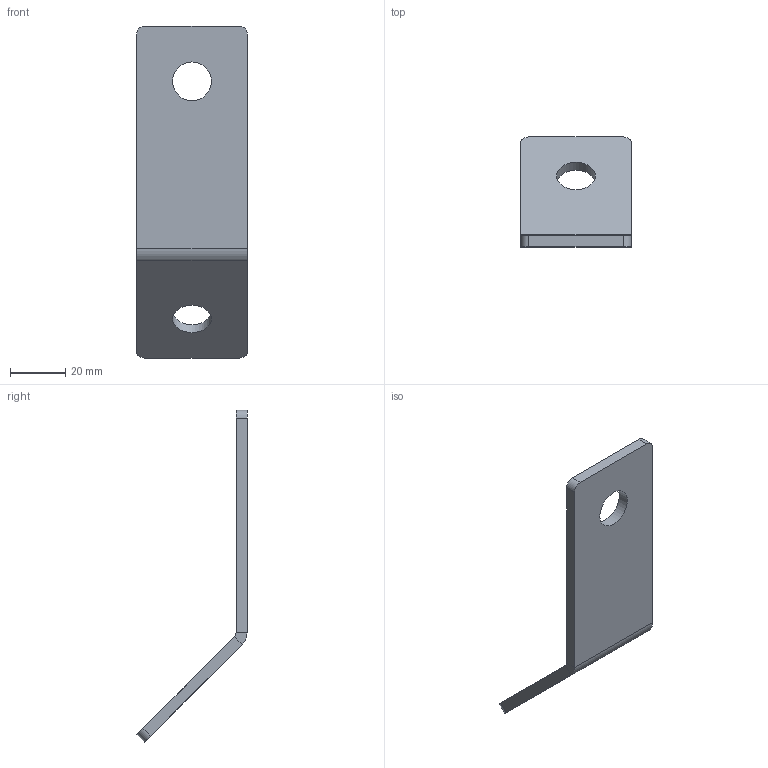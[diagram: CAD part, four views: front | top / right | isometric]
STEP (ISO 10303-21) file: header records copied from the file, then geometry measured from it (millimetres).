
FILE_DESCRIPTION(/* description */ (''),/* implementation_level */ '2;1');
FILE_NAME(/* name */ '308230 USG45x2.ipt.stp',/* time_stamp */ '2023-05-16T17:46:31+03:00',/* author */ ('Man88'),/* organization */ (''),/* preprocessor_version */ 'ST-DEVELOPER v19.2',/* originating_system */ 'Autodesk Inventor 2023',/* authorisation */ '');
FILE_SCHEMA (('AUTOMOTIVE_DESIGN { 1 0 10303 214 3 1 1 }'));
Length unit declared in the file: millimetre
Products named in the file (1): Уголок 45 гр. с двумя 
отверстиями, USG45
Bounding box: 40 x 39.83 x 120 mm (x, y, z)
Volume: 20097.8 mm3; surface area: 11768.1 mm2
Topology: 1 solids, 1 shells, 20 faces, 46 edges, 28 vertices
Faces by surface type: plane 12, cylinder 8
Full cylindrical faces by diameter (mm): 14 x2
Entity records: 611 total; most frequent: DIRECTION 104, CARTESIAN_POINT 95, ORIENTED_EDGE 92, EDGE_CURVE 46, AXIS2_PLACEMENT_3D 37, LINE 30, VECTOR 30, VERTEX_POINT 28
